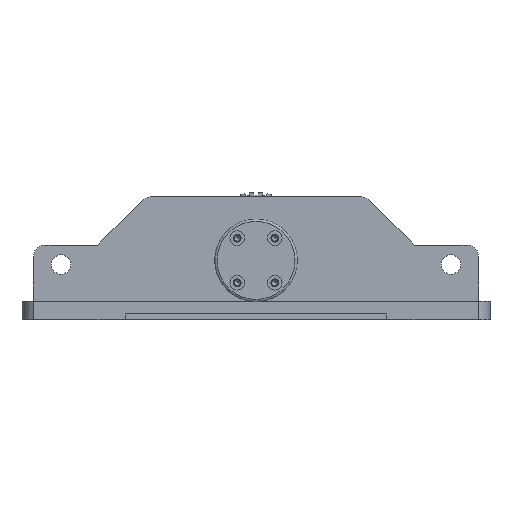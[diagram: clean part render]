
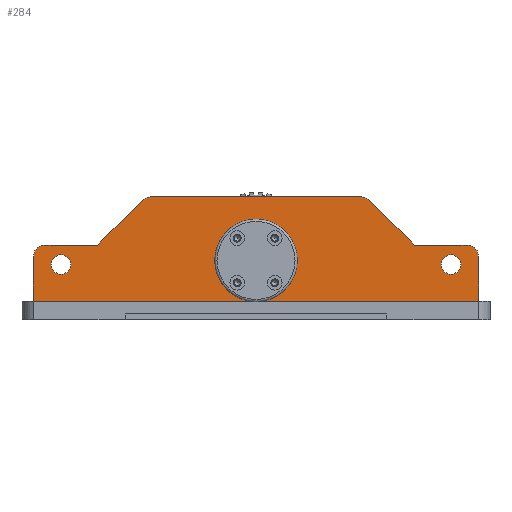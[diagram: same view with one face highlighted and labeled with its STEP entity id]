
A CAD part, front view. The second image highlights one B-rep face of the part: STEP entity #284.
In plain terms, the highlighted planar face has unit normal (0, -1, 0).
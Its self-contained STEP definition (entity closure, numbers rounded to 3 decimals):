
#89 = VERTEX_POINT('',#90);
#90 = CARTESIAN_POINT('',(-69.,0.2,32.5));
#96 = EDGE_CURVE('',#97,#89,#99,.T.);
#97 = VERTEX_POINT('',#98);
#98 = CARTESIAN_POINT('',(-92.,0.2,32.5));
#99 = LINE('',#100,#101);
#100 = CARTESIAN_POINT('',(-34.5,0.2,32.5));
#101 = VECTOR('',#102,1.);
#102 = DIRECTION('',(1.,0.,0.));
#241 = VERTEX_POINT('',#242);
#242 = CARTESIAN_POINT('',(-97.,0.2,27.5));
#248 = EDGE_CURVE('',#97,#241,#249,.T.);
#249 = CIRCLE('',#250,5.);
#250 = AXIS2_PLACEMENT_3D('',#251,#252,#253);
#251 = CARTESIAN_POINT('',(-92.,0.2,27.5));
#252 = DIRECTION('',(0.,-1.,0.));
#253 = DIRECTION('',(0.,0.,-1.));
#266 = VERTEX_POINT('',#267);
#267 = CARTESIAN_POINT('',(-49.464,0.2,
    52.036));
#273 = EDGE_CURVE('',#89,#266,#274,.T.);
#274 = LINE('',#275,#276);
#275 = CARTESIAN_POINT('',(-42.595,0.2,
    58.905));
#276 = VECTOR('',#277,1.);
#277 = DIRECTION('',(0.707,0.,0.707));
#284 = ADVANCED_FACE('',(#285,#363,#374,#408,#442,#476,#510),#521,.F.);
#285 = FACE_BOUND('',#286,.F.);
#286 = EDGE_LOOP('',(#287,#297,#305,#311,#312,#313,#314,#323,#331,#340,
    #348,#356));
#287 = ORIENTED_EDGE('',*,*,#288,.T.);
#288 = EDGE_CURVE('',#289,#291,#293,.T.);
#289 = VERTEX_POINT('',#290);
#290 = CARTESIAN_POINT('',(97.,0.2,27.5));
#291 = VERTEX_POINT('',#292);
#292 = CARTESIAN_POINT('',(97.,0.2,8.));
#293 = LINE('',#294,#295);
#294 = CARTESIAN_POINT('',(97.,0.2,13.561));
#295 = VECTOR('',#296,1.);
#296 = DIRECTION('',(0.,0.,-1.));
#297 = ORIENTED_EDGE('',*,*,#298,.T.);
#298 = EDGE_CURVE('',#291,#299,#301,.T.);
#299 = VERTEX_POINT('',#300);
#300 = CARTESIAN_POINT('',(-97.,0.2,8.));
#301 = LINE('',#302,#303);
#302 = CARTESIAN_POINT('',(0.,0.2,8.));
#303 = VECTOR('',#304,1.);
#304 = DIRECTION('',(-1.,0.,0.));
#305 = ORIENTED_EDGE('',*,*,#306,.T.);
#306 = EDGE_CURVE('',#299,#241,#307,.T.);
#307 = LINE('',#308,#309);
#308 = CARTESIAN_POINT('',(-97.,0.2,29.811));
#309 = VECTOR('',#310,1.);
#310 = DIRECTION('',(0.,0.,1.));
#311 = ORIENTED_EDGE('',*,*,#248,.F.);
#312 = ORIENTED_EDGE('',*,*,#96,.T.);
#313 = ORIENTED_EDGE('',*,*,#273,.T.);
#314 = ORIENTED_EDGE('',*,*,#315,.T.);
#315 = EDGE_CURVE('',#266,#316,#318,.T.);
#316 = VERTEX_POINT('',#317);
#317 = CARTESIAN_POINT('',(-45.929,0.2,53.5));
#318 = CIRCLE('',#319,5.);
#319 = AXIS2_PLACEMENT_3D('',#320,#321,#322);
#320 = CARTESIAN_POINT('',(-45.929,0.2,48.5));
#321 = DIRECTION('',(0.,1.,0.));
#322 = DIRECTION('',(0.,0.,-1.));
#323 = ORIENTED_EDGE('',*,*,#324,.T.);
#324 = EDGE_CURVE('',#316,#325,#327,.T.);
#325 = VERTEX_POINT('',#326);
#326 = CARTESIAN_POINT('',(45.929,0.2,53.5));
#327 = LINE('',#328,#329);
#328 = CARTESIAN_POINT('',(24.,0.2,53.5));
#329 = VECTOR('',#330,1.);
#330 = DIRECTION('',(1.,0.,0.));
#331 = ORIENTED_EDGE('',*,*,#332,.T.);
#332 = EDGE_CURVE('',#325,#333,#335,.T.);
#333 = VERTEX_POINT('',#334);
#334 = CARTESIAN_POINT('',(49.464,0.2,
    52.036));
#335 = CIRCLE('',#336,5.);
#336 = AXIS2_PLACEMENT_3D('',#337,#338,#339);
#337 = CARTESIAN_POINT('',(45.929,0.2,48.5));
#338 = DIRECTION('',(0.,1.,0.));
#339 = DIRECTION('',(0.,0.,-1.));
#340 = ORIENTED_EDGE('',*,*,#341,.T.);
#341 = EDGE_CURVE('',#333,#342,#344,.T.);
#342 = VERTEX_POINT('',#343);
#343 = CARTESIAN_POINT('',(69.,0.2,32.5));
#344 = LINE('',#345,#346);
#345 = CARTESIAN_POINT('',(53.095,0.2,
    48.405));
#346 = VECTOR('',#347,1.);
#347 = DIRECTION('',(0.707,0.,-0.707));
#348 = ORIENTED_EDGE('',*,*,#349,.T.);
#349 = EDGE_CURVE('',#342,#350,#352,.T.);
#350 = VERTEX_POINT('',#351);
#351 = CARTESIAN_POINT('',(92.,0.2,32.5));
#352 = LINE('',#353,#354);
#353 = CARTESIAN_POINT('',(48.5,0.2,32.5));
#354 = VECTOR('',#355,1.);
#355 = DIRECTION('',(1.,0.,0.));
#356 = ORIENTED_EDGE('',*,*,#357,.F.);
#357 = EDGE_CURVE('',#289,#350,#358,.T.);
#358 = CIRCLE('',#359,5.);
#359 = AXIS2_PLACEMENT_3D('',#360,#361,#362);
#360 = CARTESIAN_POINT('',(92.,0.2,27.5));
#361 = DIRECTION('',(0.,-1.,0.));
#362 = DIRECTION('',(0.,0.,-1.));
#363 = FACE_BOUND('',#364,.F.);
#364 = EDGE_LOOP('',(#365));
#365 = ORIENTED_EDGE('',*,*,#366,.F.);
#366 = EDGE_CURVE('',#367,#367,#369,.T.);
#367 = VERTEX_POINT('',#368);
#368 = CARTESIAN_POINT('',(-80.75,0.2,24.));
#369 = CIRCLE('',#370,4.25);
#370 = AXIS2_PLACEMENT_3D('',#371,#372,#373);
#371 = CARTESIAN_POINT('',(-85.,0.2,24.));
#372 = DIRECTION('',(-0.,1.,0.));
#373 = DIRECTION('',(1.,0.,0.));
#374 = FACE_BOUND('',#375,.F.);
#375 = EDGE_LOOP('',(#376,#386,#394,#402));
#376 = ORIENTED_EDGE('',*,*,#377,.F.);
#377 = EDGE_CURVE('',#378,#380,#382,.T.);
#378 = VERTEX_POINT('',#379);
#379 = CARTESIAN_POINT('',(-12.175,0.2,31.65));
#380 = VERTEX_POINT('',#381);
#381 = CARTESIAN_POINT('',(-12.175,0.2,39.35));
#382 = LINE('',#383,#384);
#383 = CARTESIAN_POINT('',(-12.175,0.2,31.65));
#384 = VECTOR('',#385,1.);
#385 = DIRECTION('',(0.,0.,1.));
#386 = ORIENTED_EDGE('',*,*,#387,.F.);
#387 = EDGE_CURVE('',#388,#378,#390,.T.);
#388 = VERTEX_POINT('',#389);
#389 = CARTESIAN_POINT('',(-4.175,0.2,31.65));
#390 = LINE('',#391,#392);
#391 = CARTESIAN_POINT('',(-4.175,0.2,31.65));
#392 = VECTOR('',#393,1.);
#393 = DIRECTION('',(-1.,0.,0.));
#394 = ORIENTED_EDGE('',*,*,#395,.F.);
#395 = EDGE_CURVE('',#396,#388,#398,.T.);
#396 = VERTEX_POINT('',#397);
#397 = CARTESIAN_POINT('',(-4.175,0.2,39.35));
#398 = LINE('',#399,#400);
#399 = CARTESIAN_POINT('',(-4.175,0.2,39.35));
#400 = VECTOR('',#401,1.);
#401 = DIRECTION('',(0.,0.,-1.));
#402 = ORIENTED_EDGE('',*,*,#403,.F.);
#403 = EDGE_CURVE('',#380,#396,#404,.T.);
#404 = LINE('',#405,#406);
#405 = CARTESIAN_POINT('',(-12.175,0.2,39.35));
#406 = VECTOR('',#407,1.);
#407 = DIRECTION('',(1.,0.,0.));
#408 = FACE_BOUND('',#409,.F.);
#409 = EDGE_LOOP('',(#410,#420,#428,#436));
#410 = ORIENTED_EDGE('',*,*,#411,.F.);
#411 = EDGE_CURVE('',#412,#414,#416,.T.);
#412 = VERTEX_POINT('',#413);
#413 = CARTESIAN_POINT('',(-12.175,0.2,12.25));
#414 = VERTEX_POINT('',#415);
#415 = CARTESIAN_POINT('',(-12.175,0.2,19.95));
#416 = LINE('',#417,#418);
#417 = CARTESIAN_POINT('',(-12.175,0.2,12.25));
#418 = VECTOR('',#419,1.);
#419 = DIRECTION('',(0.,0.,1.));
#420 = ORIENTED_EDGE('',*,*,#421,.F.);
#421 = EDGE_CURVE('',#422,#412,#424,.T.);
#422 = VERTEX_POINT('',#423);
#423 = CARTESIAN_POINT('',(-4.175,0.2,12.25));
#424 = LINE('',#425,#426);
#425 = CARTESIAN_POINT('',(-4.175,0.2,12.25));
#426 = VECTOR('',#427,1.);
#427 = DIRECTION('',(-1.,0.,0.));
#428 = ORIENTED_EDGE('',*,*,#429,.F.);
#429 = EDGE_CURVE('',#430,#422,#432,.T.);
#430 = VERTEX_POINT('',#431);
#431 = CARTESIAN_POINT('',(-4.175,0.2,19.95));
#432 = LINE('',#433,#434);
#433 = CARTESIAN_POINT('',(-4.175,0.2,19.95));
#434 = VECTOR('',#435,1.);
#435 = DIRECTION('',(0.,0.,-1.));
#436 = ORIENTED_EDGE('',*,*,#437,.F.);
#437 = EDGE_CURVE('',#414,#430,#438,.T.);
#438 = LINE('',#439,#440);
#439 = CARTESIAN_POINT('',(-12.175,0.2,19.95));
#440 = VECTOR('',#441,1.);
#441 = DIRECTION('',(1.,0.,0.));
#442 = FACE_BOUND('',#443,.F.);
#443 = EDGE_LOOP('',(#444,#454,#462,#470));
#444 = ORIENTED_EDGE('',*,*,#445,.F.);
#445 = EDGE_CURVE('',#446,#448,#450,.T.);
#446 = VERTEX_POINT('',#447);
#447 = CARTESIAN_POINT('',(4.175,0.2,31.65));
#448 = VERTEX_POINT('',#449);
#449 = CARTESIAN_POINT('',(4.175,0.2,39.35));
#450 = LINE('',#451,#452);
#451 = CARTESIAN_POINT('',(4.175,0.2,31.65));
#452 = VECTOR('',#453,1.);
#453 = DIRECTION('',(0.,0.,1.));
#454 = ORIENTED_EDGE('',*,*,#455,.F.);
#455 = EDGE_CURVE('',#456,#446,#458,.T.);
#456 = VERTEX_POINT('',#457);
#457 = CARTESIAN_POINT('',(12.175,0.2,31.65));
#458 = LINE('',#459,#460);
#459 = CARTESIAN_POINT('',(12.175,0.2,31.65));
#460 = VECTOR('',#461,1.);
#461 = DIRECTION('',(-1.,0.,0.));
#462 = ORIENTED_EDGE('',*,*,#463,.F.);
#463 = EDGE_CURVE('',#464,#456,#466,.T.);
#464 = VERTEX_POINT('',#465);
#465 = CARTESIAN_POINT('',(12.175,0.2,39.35));
#466 = LINE('',#467,#468);
#467 = CARTESIAN_POINT('',(12.175,0.2,39.35));
#468 = VECTOR('',#469,1.);
#469 = DIRECTION('',(0.,0.,-1.));
#470 = ORIENTED_EDGE('',*,*,#471,.F.);
#471 = EDGE_CURVE('',#448,#464,#472,.T.);
#472 = LINE('',#473,#474);
#473 = CARTESIAN_POINT('',(4.175,0.2,39.35));
#474 = VECTOR('',#475,1.);
#475 = DIRECTION('',(1.,0.,0.));
#476 = FACE_BOUND('',#477,.F.);
#477 = EDGE_LOOP('',(#478,#488,#496,#504));
#478 = ORIENTED_EDGE('',*,*,#479,.F.);
#479 = EDGE_CURVE('',#480,#482,#484,.T.);
#480 = VERTEX_POINT('',#481);
#481 = CARTESIAN_POINT('',(4.175,0.2,12.25));
#482 = VERTEX_POINT('',#483);
#483 = CARTESIAN_POINT('',(4.175,0.2,19.95));
#484 = LINE('',#485,#486);
#485 = CARTESIAN_POINT('',(4.175,0.2,12.25));
#486 = VECTOR('',#487,1.);
#487 = DIRECTION('',(0.,0.,1.));
#488 = ORIENTED_EDGE('',*,*,#489,.F.);
#489 = EDGE_CURVE('',#490,#480,#492,.T.);
#490 = VERTEX_POINT('',#491);
#491 = CARTESIAN_POINT('',(12.175,0.2,12.25));
#492 = LINE('',#493,#494);
#493 = CARTESIAN_POINT('',(12.175,0.2,12.25));
#494 = VECTOR('',#495,1.);
#495 = DIRECTION('',(-1.,0.,0.));
#496 = ORIENTED_EDGE('',*,*,#497,.F.);
#497 = EDGE_CURVE('',#498,#490,#500,.T.);
#498 = VERTEX_POINT('',#499);
#499 = CARTESIAN_POINT('',(12.175,0.2,19.95));
#500 = LINE('',#501,#502);
#501 = CARTESIAN_POINT('',(12.175,0.2,19.95));
#502 = VECTOR('',#503,1.);
#503 = DIRECTION('',(0.,0.,-1.));
#504 = ORIENTED_EDGE('',*,*,#505,.F.);
#505 = EDGE_CURVE('',#482,#498,#506,.T.);
#506 = LINE('',#507,#508);
#507 = CARTESIAN_POINT('',(4.175,0.2,19.95));
#508 = VECTOR('',#509,1.);
#509 = DIRECTION('',(1.,0.,0.));
#510 = FACE_BOUND('',#511,.F.);
#511 = EDGE_LOOP('',(#512));
#512 = ORIENTED_EDGE('',*,*,#513,.F.);
#513 = EDGE_CURVE('',#514,#514,#516,.T.);
#514 = VERTEX_POINT('',#515);
#515 = CARTESIAN_POINT('',(89.25,0.2,24.));
#516 = CIRCLE('',#517,4.25);
#517 = AXIS2_PLACEMENT_3D('',#518,#519,#520);
#518 = CARTESIAN_POINT('',(85.,0.2,24.));
#519 = DIRECTION('',(-0.,1.,0.));
#520 = DIRECTION('',(1.,0.,0.));
#521 = PLANE('',#522);
#522 = AXIS2_PLACEMENT_3D('',#523,#524,#525);
#523 = CARTESIAN_POINT('',(0.,0.2,27.121));
#524 = DIRECTION('',(0.,1.,0.));
#525 = DIRECTION('',(0.,0.,1.));
